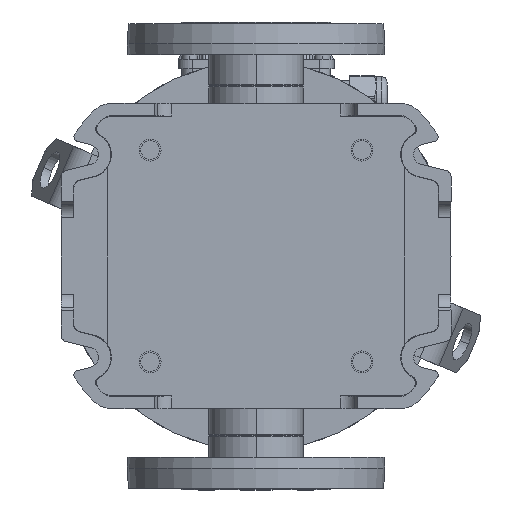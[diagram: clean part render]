
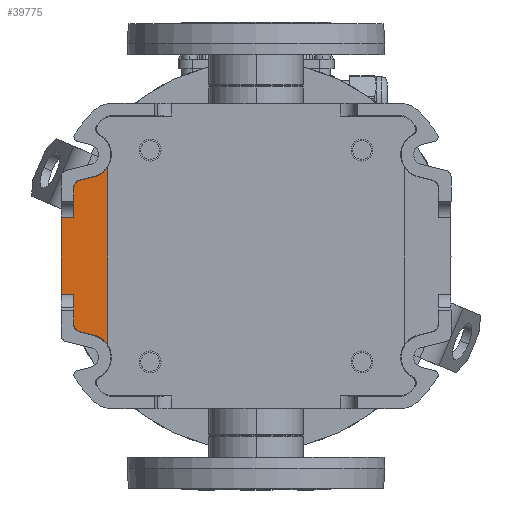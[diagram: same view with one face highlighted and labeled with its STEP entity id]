
A CAD part, front view. The second image highlights one B-rep face of the part: STEP entity #39775.
In plain terms, the highlighted planar face has unit normal (0, -1, 0).
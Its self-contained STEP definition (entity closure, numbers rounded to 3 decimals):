
#1557 = VERTEX_POINT ( 'NONE', #68401 ) ;
#1697 = EDGE_CURVE ( 'NONE', #1557, #30193, #53705, .T. ) ;
#2652 = CARTESIAN_POINT ( 'NONE',  ( 0., 8., 0. ) ) ;
#3857 = CARTESIAN_POINT ( 'NONE',  ( 24.608, 8., -116.791 ) ) ;
#4605 = CARTESIAN_POINT ( 'NONE',  ( -48.469, 8., -113.001 ) ) ;
#5454 = VERTEX_POINT ( 'NONE', #76147 ) ;
#6000 = VECTOR ( 'NONE', #57247, 1000. ) ;
#7366 = VERTEX_POINT ( 'NONE', #59365 ) ;
#9189 = ORIENTED_EDGE ( 'NONE', *, *, #10784, .T. ) ;
#10784 = EDGE_CURVE ( 'NONE', #26722, #5454, #90048, .T. ) ;
#10810 = EDGE_CURVE ( 'NONE', #19784, #12432, #42456, .T. ) ;
#12432 = VERTEX_POINT ( 'NONE', #31812 ) ;
#12844 = EDGE_CURVE ( 'NONE', #7366, #41105, #72966, .T. ) ;
#16572 = CARTESIAN_POINT ( 'NONE',  ( 43.619, 8., -116.791 ) ) ;
#18120 = CARTESIAN_POINT ( 'NONE',  ( 47.891, 8., -115.32 ) ) ;
#18393 = DIRECTION ( 'NONE',  ( 0., 0., -1. ) ) ;
#18516 =( BOUNDED_CURVE ( )  B_SPLINE_CURVE ( 3, ( #16572, #55842, #18120, #40115 ),
 .UNSPECIFIED., .F., .F. ) 
 B_SPLINE_CURVE_WITH_KNOTS ( ( 4, 4 ),
 ( 2.479, 3.805 ),
 .UNSPECIFIED. ) 
 CURVE ( )  GEOMETRIC_REPRESENTATION_ITEM ( )  RATIONAL_B_SPLINE_CURVE ( ( 1., 0.859, 0.859, 1. ) ) 
 REPRESENTATION_ITEM ( '' )  );
#18693 = LINE ( 'NONE', #50638, #63089 ) ;
#18821 = DIRECTION ( 'NONE',  ( 0., 0., 1. ) ) ;
#19331 = PLANE ( 'NONE',  #49187 ) ;
#19514 = CARTESIAN_POINT ( 'NONE',  ( -43.619, 8., -116.791 ) ) ;
#19711 = CARTESIAN_POINT ( 'NONE',  ( 48.469, 8., -113.001 ) ) ;
#19784 = VERTEX_POINT ( 'NONE', #26974 ) ;
#20159 = DIRECTION ( 'NONE',  ( 0., 0., 1. ) ) ;
#20351 = DIRECTION ( 'NONE',  ( -1., 0., 0. ) ) ;
#25333 = ORIENTED_EDGE ( 'NONE', *, *, #101805, .F. ) ;
#26722 = VERTEX_POINT ( 'NONE', #3857 ) ;
#26974 = CARTESIAN_POINT ( 'NONE',  ( -24.608, 8., -116.791 ) ) ;
#27299 = EDGE_CURVE ( 'NONE', #7366, #1557, #33335, .T. ) ;
#27504 = LINE ( 'NONE', #34854, #36407 ) ;
#27689 = LINE ( 'NONE', #100912, #59620 ) ;
#28183 = CARTESIAN_POINT ( 'NONE',  ( -47.687, 8., -116.791 ) ) ;
#28901 = ORIENTED_EDGE ( 'NONE', *, *, #1697, .T. ) ;
#30193 = VERTEX_POINT ( 'NONE', #4605 ) ;
#31812 = CARTESIAN_POINT ( 'NONE',  ( -24.608, 8., -124.791 ) ) ;
#32110 = ORIENTED_EDGE ( 'NONE', *, *, #57085, .T. ) ;
#32808 = CARTESIAN_POINT ( 'NONE',  ( 24.608, 8., -124.791 ) ) ;
#33335 = CIRCLE ( 'NONE', #34964, 14.709 ) ;
#34854 = CARTESIAN_POINT ( 'NONE',  ( 24.608, 8., -116.791 ) ) ;
#34964 = AXIS2_PLACEMENT_3D ( 'NONE', #42187, #73113, #73638 ) ;
#35002 = DIRECTION ( 'NONE',  ( 1., 0., 0. ) ) ;
#35047 = FACE_OUTER_BOUND ( 'NONE', #68282, .T. ) ;
#35853 = VECTOR ( 'NONE', #77282, 1000. ) ;
#36407 = VECTOR ( 'NONE', #20159, 1000. ) ;
#39775 = ADVANCED_FACE ( 'NONE', ( #35047 ), #19331, .F. ) ;
#40115 = CARTESIAN_POINT ( 'NONE',  ( 48.469, 8., -113.001 ) ) ;
#41105 = VERTEX_POINT ( 'NONE', #72034 ) ;
#41284 = CARTESIAN_POINT ( 'NONE',  ( -46.008, 8., -116.791 ) ) ;
#42187 = CARTESIAN_POINT ( 'NONE',  ( -65., 8., -107.5 ) ) ;
#42456 = LINE ( 'NONE', #65056, #55122 ) ;
#44688 = ORIENTED_EDGE ( 'NONE', *, *, #27299, .T. ) ;
#45329 = CARTESIAN_POINT ( 'NONE',  ( -50.727, 8., -103.941 ) ) ;
#47654 = ORIENTED_EDGE ( 'NONE', *, *, #87604, .T. ) ;
#48032 = VECTOR ( 'NONE', #35002, 1000. ) ;
#48893 = CARTESIAN_POINT ( 'NONE',  ( -58.463, 8., -95. ) ) ;
#49187 = AXIS2_PLACEMENT_3D ( 'NONE', #2652, #51285, #18821 ) ;
#49253 = EDGE_CURVE ( 'NONE', #30193, #91445, #96516, .T. ) ;
#49442 = DIRECTION ( 'NONE',  ( 0., -1., 0. ) ) ;
#49968 = DIRECTION ( 'NONE',  ( 0., 0., 1. ) ) ;
#50208 = CARTESIAN_POINT ( 'NONE',  ( -48.469, 8., -113.001 ) ) ;
#50638 = CARTESIAN_POINT ( 'NONE',  ( 50.727, 8., -103.941 ) ) ;
#51285 = DIRECTION ( 'NONE',  ( 0., 1., 0. ) ) ;
#53705 = LINE ( 'NONE', #45329, #35853 ) ;
#53777 = VERTEX_POINT ( 'NONE', #19711 ) ;
#55122 = VECTOR ( 'NONE', #18393, 1000. ) ;
#55842 = CARTESIAN_POINT ( 'NONE',  ( 46.008, 8., -116.791 ) ) ;
#57085 = EDGE_CURVE ( 'NONE', #5454, #53777, #18516, .T. ) ;
#57247 = DIRECTION ( 'NONE',  ( 1., 0., 0. ) ) ;
#58365 = ORIENTED_EDGE ( 'NONE', *, *, #96558, .F. ) ;
#59365 = CARTESIAN_POINT ( 'NONE',  ( -57.246, 8., -95. ) ) ;
#59620 = VECTOR ( 'NONE', #20351, 1000. ) ;
#60129 = VECTOR ( 'NONE', #96872, 1000. ) ;
#60156 = LINE ( 'NONE', #28183, #48032 ) ;
#62562 = ORIENTED_EDGE ( 'NONE', *, *, #10810, .T. ) ;
#63033 = ORIENTED_EDGE ( 'NONE', *, *, #12844, .F. ) ;
#63089 = VECTOR ( 'NONE', #92382, 1000. ) ;
#64390 = ORIENTED_EDGE ( 'NONE', *, *, #101386, .F. ) ;
#65056 = CARTESIAN_POINT ( 'NONE',  ( -24.608, 8., 0. ) ) ;
#65157 = VERTEX_POINT ( 'NONE', #91741 ) ;
#65699 = CARTESIAN_POINT ( 'NONE',  ( 65., 8., -107.5 ) ) ;
#65932 = CARTESIAN_POINT ( 'NONE',  ( -43.619, 8., -116.791 ) ) ;
#67095 = AXIS2_PLACEMENT_3D ( 'NONE', #65699, #49442, #49968 ) ;
#68282 = EDGE_LOOP ( 'NONE', ( #28901, #72954, #47654, #62562, #64390, #81322, #9189, #32110, #25333, #58365, #63033, #44688 ) ) ;
#68401 = CARTESIAN_POINT ( 'NONE',  ( -50.727, 8., -103.941 ) ) ;
#68738 = CIRCLE ( 'NONE', #67095, 14.709 ) ;
#72034 = CARTESIAN_POINT ( 'NONE',  ( 57.246, 8., -95. ) ) ;
#72954 = ORIENTED_EDGE ( 'NONE', *, *, #49253, .T. ) ;
#72966 = LINE ( 'NONE', #48893, #6000 ) ;
#73113 = DIRECTION ( 'NONE',  ( 0., 1., 0. ) ) ;
#73638 = DIRECTION ( 'NONE',  ( 0., 0., 1. ) ) ;
#75755 = VERTEX_POINT ( 'NONE', #32808 ) ;
#76147 = CARTESIAN_POINT ( 'NONE',  ( 43.619, 8., -116.791 ) ) ;
#77282 = DIRECTION ( 'NONE',  ( 0.242, 0., -0.97 ) ) ;
#81322 = ORIENTED_EDGE ( 'NONE', *, *, #93793, .T. ) ;
#87604 = EDGE_CURVE ( 'NONE', #91445, #19784, #60156, .T. ) ;
#90048 = LINE ( 'NONE', #98428, #60129 ) ;
#91445 = VERTEX_POINT ( 'NONE', #19514 ) ;
#91741 = CARTESIAN_POINT ( 'NONE',  ( 50.727, 8., -103.941 ) ) ;
#92382 = DIRECTION ( 'NONE',  ( -0.242, 0., -0.97 ) ) ;
#93793 = EDGE_CURVE ( 'NONE', #75755, #26722, #27504, .T. ) ;
#96516 =( BOUNDED_CURVE ( )  B_SPLINE_CURVE ( 3, ( #50208, #96731, #41284, #65932 ),
 .UNSPECIFIED., .F., .F. ) 
 B_SPLINE_CURVE_WITH_KNOTS ( ( 4, 4 ),
 ( 2.479, 3.805 ),
 .UNSPECIFIED. ) 
 CURVE ( )  GEOMETRIC_REPRESENTATION_ITEM ( )  RATIONAL_B_SPLINE_CURVE ( ( 1., 0.859, 0.859, 1. ) ) 
 REPRESENTATION_ITEM ( '' )  );
#96558 = EDGE_CURVE ( 'NONE', #41105, #65157, #68738, .T. ) ;
#96731 = CARTESIAN_POINT ( 'NONE',  ( -47.891, 8., -115.32 ) ) ;
#96872 = DIRECTION ( 'NONE',  ( 1., 0., 0. ) ) ;
#98428 = CARTESIAN_POINT ( 'NONE',  ( -47.687, 8., -116.791 ) ) ;
#100912 = CARTESIAN_POINT ( 'NONE',  ( 0., 8., -124.791 ) ) ;
#101386 = EDGE_CURVE ( 'NONE', #75755, #12432, #27689, .T. ) ;
#101805 = EDGE_CURVE ( 'NONE', #65157, #53777, #18693, .T. ) ;
